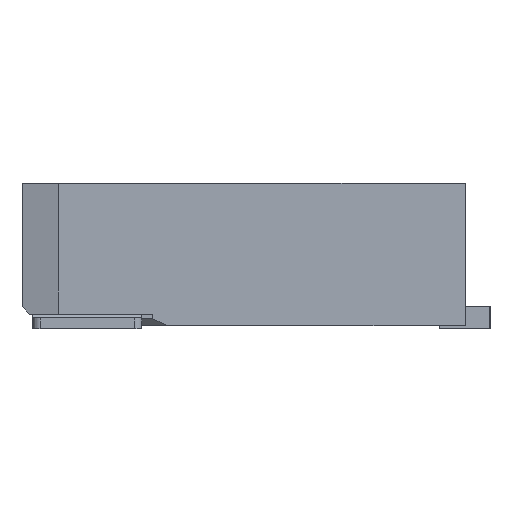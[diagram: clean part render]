
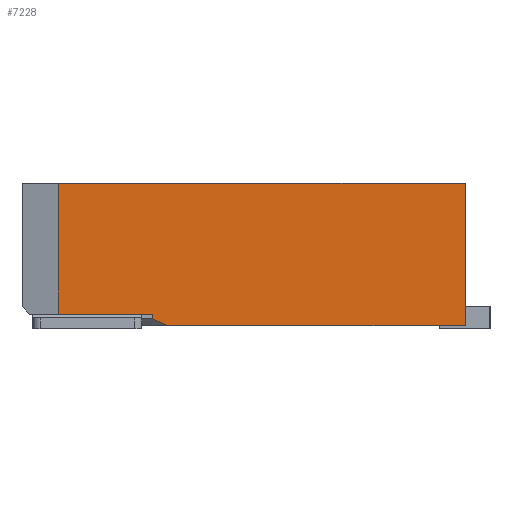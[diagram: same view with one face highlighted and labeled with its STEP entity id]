
A CAD part, left-side view. The second image highlights one B-rep face of the part: STEP entity #7228.
In plain terms, the highlighted planar face has unit normal (-1, 0, 0).
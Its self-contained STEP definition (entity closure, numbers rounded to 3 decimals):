
#144 = VERTEX_POINT('',#145);
#145 = CARTESIAN_POINT('',(-9.375,1.12,0.04));
#151 = EDGE_CURVE('',#144,#152,#154,.T.);
#152 = VERTEX_POINT('',#153);
#153 = CARTESIAN_POINT('',(-9.375,-2.98,0.04));
#154 = LINE('',#155,#156);
#155 = CARTESIAN_POINT('',(-9.375,1.12,0.04));
#156 = VECTOR('',#157,1.);
#157 = DIRECTION('',(0.,-1.,0.));
#2925 = VERTEX_POINT('',#2926);
#2926 = CARTESIAN_POINT('',(-9.375,1.32,0.14));
#2932 = EDGE_CURVE('',#2925,#144,#2933,.T.);
#2933 = LINE('',#2934,#2935);
#2934 = CARTESIAN_POINT('',(-9.375,1.32,0.14));
#2935 = VECTOR('',#2936,1.);
#2936 = DIRECTION('',(0.,-0.894,-0.447));
#2965 = VERTEX_POINT('',#2966);
#2966 = CARTESIAN_POINT('',(-9.375,1.32,0.2));
#2972 = EDGE_CURVE('',#2965,#2925,#2973,.T.);
#2973 = LINE('',#2974,#2975);
#2974 = CARTESIAN_POINT('',(-9.375,1.32,0.2));
#2975 = VECTOR('',#2976,1.);
#2976 = DIRECTION('',(0.,0.,-1.));
#6879 = EDGE_CURVE('',#152,#6880,#6882,.T.);
#6880 = VERTEX_POINT('',#6881);
#6881 = CARTESIAN_POINT('',(-9.375,-2.98,2.));
#6882 = LINE('',#6883,#6884);
#6883 = CARTESIAN_POINT('',(-9.375,-2.98,0.04));
#6884 = VECTOR('',#6885,1.);
#6885 = DIRECTION('',(0.,0.,1.));
#7228 = ADVANCED_FACE('',(#7229),#7257,.T.);
#7229 = FACE_BOUND('',#7230,.F.);
#7230 = EDGE_LOOP('',(#7231,#7239,#7247,#7253,#7254,#7255,#7256));
#7231 = ORIENTED_EDGE('',*,*,#7232,.F.);
#7232 = EDGE_CURVE('',#7233,#2965,#7235,.T.);
#7233 = VERTEX_POINT('',#7234);
#7234 = CARTESIAN_POINT('',(-9.375,2.62,0.2));
#7235 = LINE('',#7236,#7237);
#7236 = CARTESIAN_POINT('',(-9.375,2.62,0.2));
#7237 = VECTOR('',#7238,1.);
#7238 = DIRECTION('',(0.,-1.,0.));
#7239 = ORIENTED_EDGE('',*,*,#7240,.T.);
#7240 = EDGE_CURVE('',#7233,#7241,#7243,.T.);
#7241 = VERTEX_POINT('',#7242);
#7242 = CARTESIAN_POINT('',(-9.375,2.62,2.));
#7243 = LINE('',#7244,#7245);
#7244 = CARTESIAN_POINT('',(-9.375,2.62,0.2));
#7245 = VECTOR('',#7246,1.);
#7246 = DIRECTION('',(0.,0.,1.));
#7247 = ORIENTED_EDGE('',*,*,#7248,.T.);
#7248 = EDGE_CURVE('',#7241,#6880,#7249,.T.);
#7249 = LINE('',#7250,#7251);
#7250 = CARTESIAN_POINT('',(-9.375,2.62,2.));
#7251 = VECTOR('',#7252,1.);
#7252 = DIRECTION('',(0.,-1.,0.));
#7253 = ORIENTED_EDGE('',*,*,#6879,.F.);
#7254 = ORIENTED_EDGE('',*,*,#151,.F.);
#7255 = ORIENTED_EDGE('',*,*,#2932,.F.);
#7256 = ORIENTED_EDGE('',*,*,#2972,.F.);
#7257 = PLANE('',#7258);
#7258 = AXIS2_PLACEMENT_3D('',#7259,#7260,#7261);
#7259 = CARTESIAN_POINT('',(-9.375,2.62,0.04));
#7260 = DIRECTION('',(-1.,0.,0.));
#7261 = DIRECTION('',(0.,-1.,0.));
